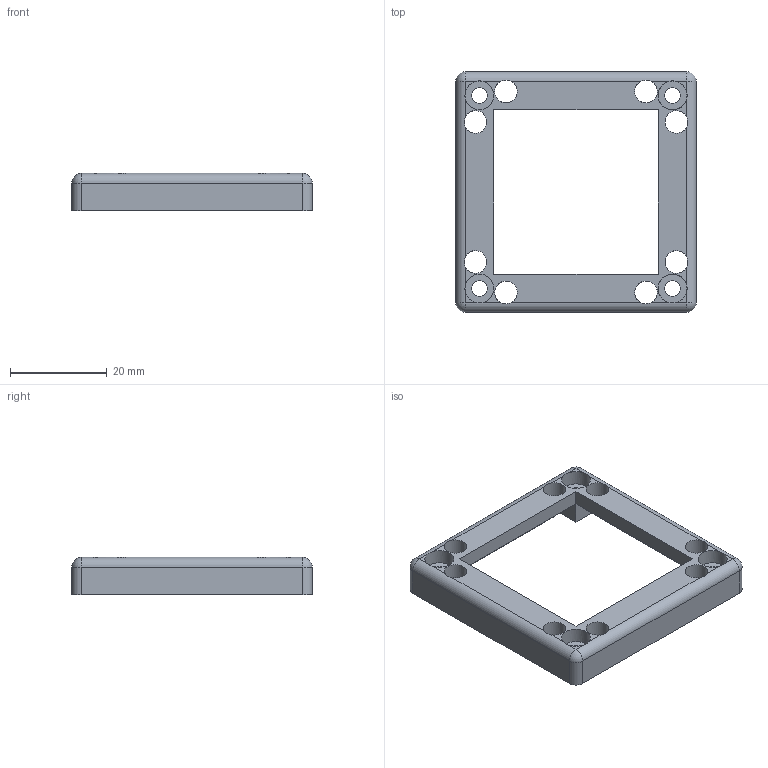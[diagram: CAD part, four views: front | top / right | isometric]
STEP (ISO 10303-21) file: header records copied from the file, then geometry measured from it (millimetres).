
FILE_DESCRIPTION(/* description */ (''),/* implementation_level */ '2;1');
FILE_NAME(/* name */ '40_Perestaltic_Pump_NEMA17_Lid.ipt.step',/* time_stamp */ '2022-11-29T08:27:54+01:00',/* author */ ('diederichbenedict'),/* organization */ (''),/* preprocessor_version */ 'ST-DEVELOPER v18.1',/* originating_system */ 'Autodesk Inventor 2022',/* authorisation */ '');
FILE_SCHEMA (('AUTOMOTIVE_DESIGN { 1 0 10303 214 3 1 1 }'));
Length unit declared in the file: millimetre
Products named in the file (1): 40_Perestaltic_Pump_NEMA17_Lid
Bounding box: 49.8 x 49.8 x 7.7 mm (x, y, z)
Volume: 7081.7 mm3; surface area: 5532.6 mm2
Topology: 1 solids, 1 shells, 58 faces, 192 edges, 120 vertices
Faces by surface type: plane 30, cylinder 24, sphere 4
Full cylindrical faces by diameter (mm): 3.2 x4, 4.7 x8, 6 x4
Entity records: 2280 total; most frequent: CARTESIAN_POINT 488, ORIENTED_EDGE 384, DIRECTION 366, EDGE_CURVE 192, AXIS2_PLACEMENT_3D 135, VERTEX_POINT 120, LINE 96, VECTOR 96
